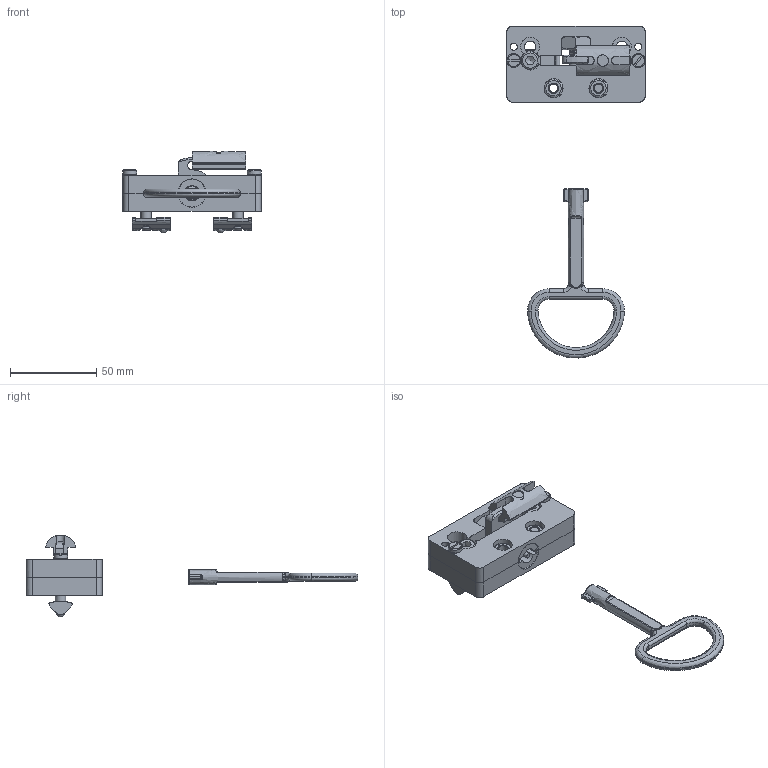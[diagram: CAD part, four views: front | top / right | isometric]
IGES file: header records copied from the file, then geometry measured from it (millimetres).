
Global section: file name: HSZ0411S_A; native system: Autodesk Inventor 2015; preprocessor: unknown; author: Behrens; date: 20151123.102719; units: millimetre
Bounding box: 80 x 191.97 x 47.4 mm (x, y, z)
Volume: 72548 mm3; surface area: 42030.4 mm2
Topology: 24 solids, 24 shells, 647 faces, 1740 edges, 1147 vertices
Faces by surface type: bspline 647
